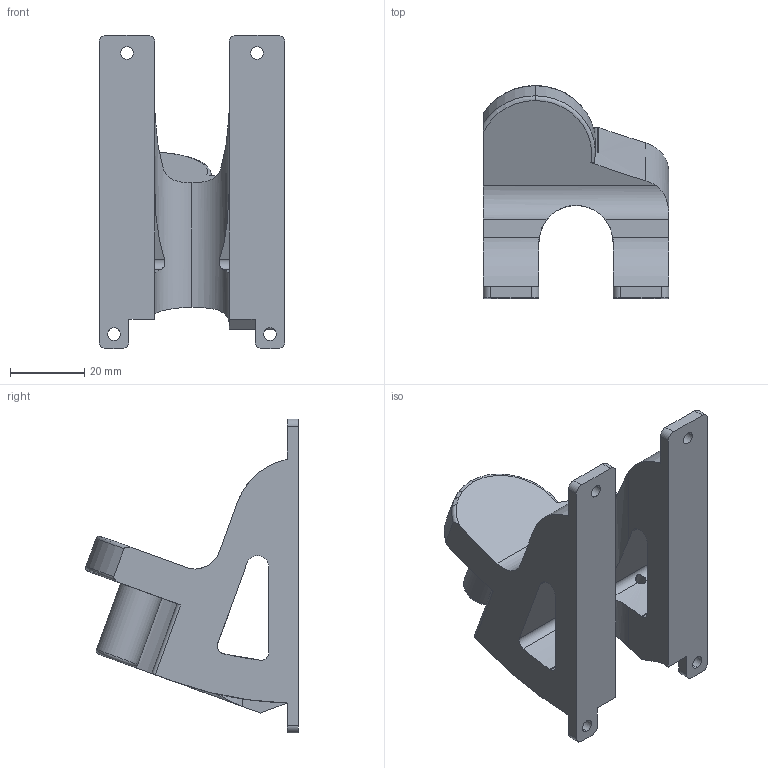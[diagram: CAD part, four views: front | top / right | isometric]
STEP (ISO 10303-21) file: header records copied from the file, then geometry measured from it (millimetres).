
FILE_DESCRIPTION (( 'STEP AP203' ), '1' );
FILE_NAME ('05_rollmount right_20°_v3.step', '2020-05-23T22:33:31', ( '' ), ( '' ), 'SwSTEP 2.0', 'SolidWorks 2019', '' );
FILE_SCHEMA (( 'CONFIG_CONTROL_DESIGN' ));
Length unit declared in the file: millimetre
Products named in the file (1): 05_rollmount right_20起v3
Bounding box: 50 x 57.28 x 84.52 mm (x, y, z)
Volume: 59820.1 mm3; surface area: 18368.2 mm2
Topology: 1 solids, 1 shells, 92 faces, 264 edges, 173 vertices
Faces by surface type: cylinder 50, plane 35, torus 6, bspline 1
Entity records: 3364 total; most frequent: CARTESIAN_POINT 807, ORIENTED_EDGE 528, DIRECTION 528, EDGE_CURVE 264, AXIS2_PLACEMENT_3D 198, VERTEX_POINT 173, VECTOR 132, LINE 132
